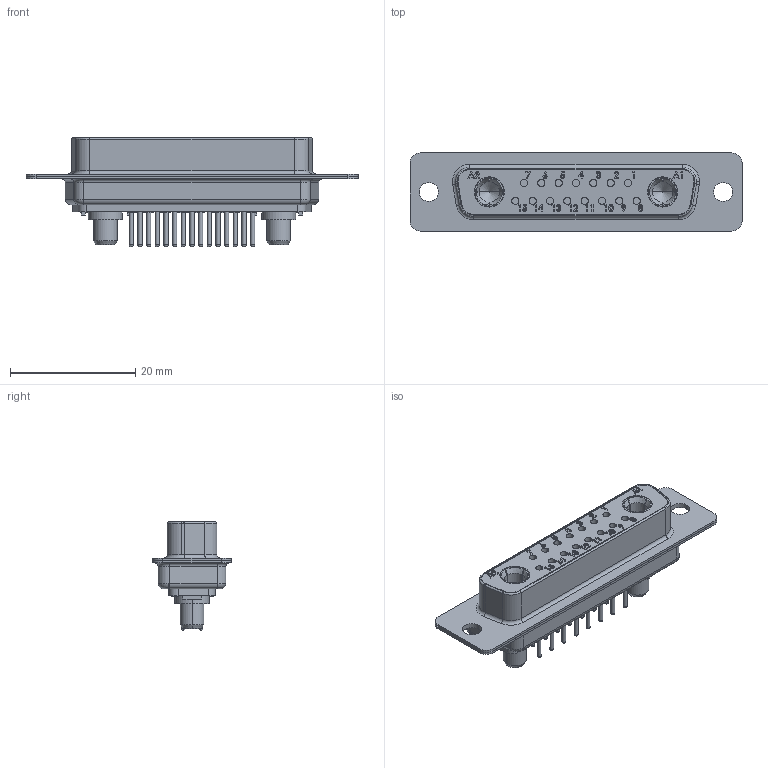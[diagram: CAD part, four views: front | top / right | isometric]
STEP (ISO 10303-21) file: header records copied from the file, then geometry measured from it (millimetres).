
FILE_DESCRIPTION (( 'STEP AP203' ), '1' );
FILE_NAME ('681M17W2203L001.STEP', '2013-12-12T03:29:25', ( '' ), ( '' ), 'SwSTEP 2.0', 'SolidWorks 2012', '' );
FILE_SCHEMA (( 'CONFIG_CONTROL_DESIGN' ));
Length unit declared in the file: inch
Products named in the file (1): 681M17W2203L001
Bounding box: 53.04 x 12.5 x 17.53 mm (x, y, z)
Volume: 4242.1 mm3; surface area: 3509.8 mm2
Topology: 1 solids, 1 shells, 943 faces, 2432 edges, 1592 vertices
Faces by surface type: plane 510, bspline 204, cylinder 162, sphere 30, torus 21, cone 16
Entity records: 38803 total; most frequent: CARTESIAN_POINT 17082, ORIENTED_EDGE 4744, DIRECTION 3858, EDGE_CURVE 2372, VERTEX_POINT 1562, VECTOR 1518, LINE 1518, AXIS2_PLACEMENT_3D 1170
